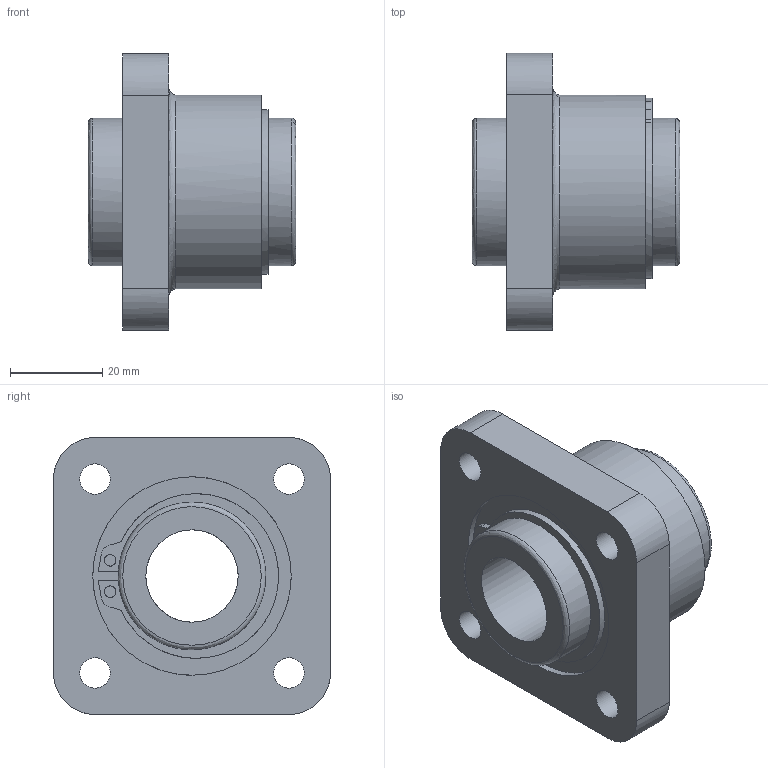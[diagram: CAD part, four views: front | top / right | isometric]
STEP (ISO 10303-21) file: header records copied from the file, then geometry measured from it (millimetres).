
FILE_DESCRIPTION ((), '1');
FILE_NAME ('FE81-020.stp', '2018-12-14T15:44:15', ('Unknown'), ('Unknown'), 'HarmonyWare STEP v2.0.5', 'Vectorworks', '');
FILE_SCHEMA (('CONFIG_CONTROL_DESIGN'));
Length unit declared in the file: millimetre
Products named in the file (1): NONE
Bounding box: 45 x 60 x 60 mm (x, y, z)
Volume: 59405.6 mm3; surface area: 16977.5 mm2
Topology: 1 solids, 1 shells, 57 faces, 182 edges, 133 vertices
Faces by surface type: bspline 57
Entity records: 2842 total; most frequent: CARTESIAN_POINT 1735, ORIENTED_EDGE 364, EDGE_CURVE 182, VERTEX_POINT 133, B_SPLINE_CURVE_WITH_KNOTS 97, EDGE_LOOP 77, FACE_OUTER_BOUND 57, ADVANCED_FACE 57
